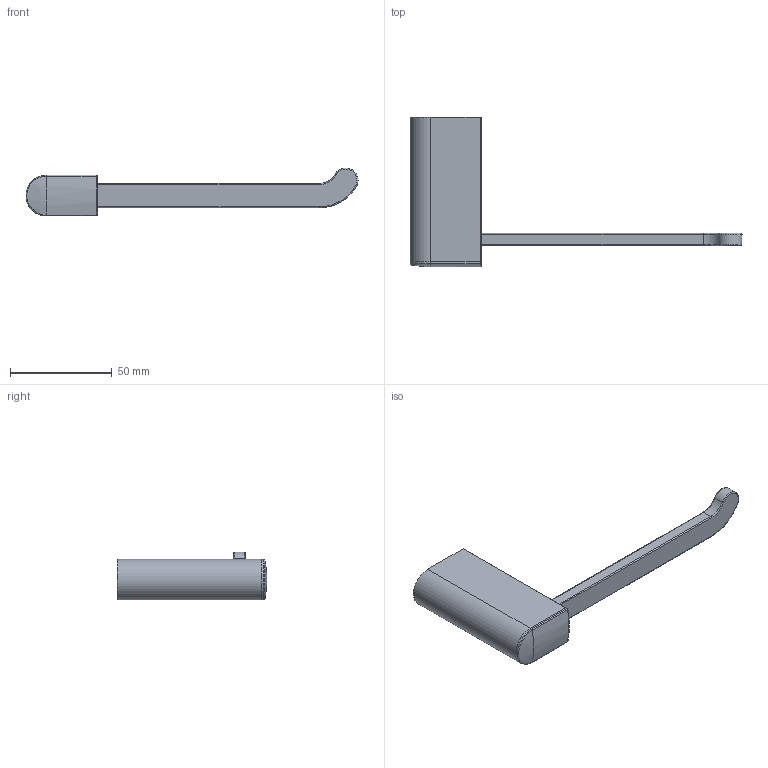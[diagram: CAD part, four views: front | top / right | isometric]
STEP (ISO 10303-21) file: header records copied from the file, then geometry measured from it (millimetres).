
FILE_DESCRIPTION(/* description */ (''),/* implementation_level */ '2;1');
FILE_NAME(/* name */ 'STEP - Mizu Soothe Toilet Roll Holder',/* time_stamp */ '2025-08-11T15:45:40+10:00',/* author */ (''),/* organization */ (''),/* preprocessor_version */ 'ST-DEVELOPER v16.5',/* originating_system */ 'Rhino 7.37',/* authorisation */ '');
FILE_SCHEMA (('AUTOMOTIVE_DESIGN'));
Length unit declared in the file: millimetre
Products named in the file (2): Document; 227152A_Mizu Soothe Toilet Roll Holder
Assembly tree (1 placements, depth 2):
  Document
    227152A_Mizu Soothe Toilet Roll Holder
Bounding box: 163.03 x 73.5 x 23.56 mm (x, y, z)
Volume: 31883.6 mm3; surface area: 24774.9 mm2
Topology: 6 solids, 10 shells, 262 faces, 664 edges, 410 vertices
Faces by surface type: plane 103, cylinder 97, bspline 62
Entity records: 9890 total; most frequent: CARTESIAN_POINT 5642, ORIENTED_EDGE 1278, EDGE_CURVE 649, VERTEX_POINT 406, B_SPLINE_CURVE_WITH_KNOTS 385, EDGE_LOOP 285, ADVANCED_FACE 262, FACE_OUTER_BOUND 262
